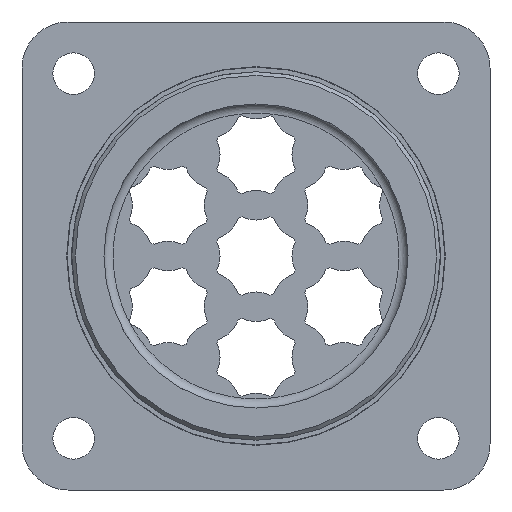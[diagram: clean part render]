
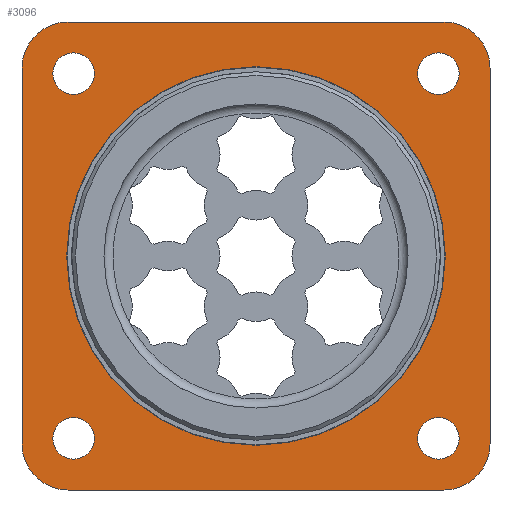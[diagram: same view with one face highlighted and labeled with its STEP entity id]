
A CAD part, left-side view. The second image highlights one B-rep face of the part: STEP entity #3096.
In plain terms, the highlighted planar face has unit normal (-1, 0, 0).
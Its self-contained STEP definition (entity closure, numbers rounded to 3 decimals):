
#361=CIRCLE('',#3489,20.55);
#362=CIRCLE('',#3490,2.25);
#363=CIRCLE('',#3491,2.25);
#364=CIRCLE('',#3492,2.25);
#365=CIRCLE('',#3493,2.25);
#366=CIRCLE('',#3494,5.);
#367=CIRCLE('',#3495,5.);
#368=CIRCLE('',#3496,5.);
#369=CIRCLE('',#3497,5.);
#903=ORIENTED_EDGE('',*,*,#1715,.T.);
#904=ORIENTED_EDGE('',*,*,#1716,.T.);
#905=ORIENTED_EDGE('',*,*,#1717,.T.);
#906=ORIENTED_EDGE('',*,*,#1718,.T.);
#907=ORIENTED_EDGE('',*,*,#1719,.T.);
#908=ORIENTED_EDGE('',*,*,#1720,.F.);
#909=ORIENTED_EDGE('',*,*,#1721,.F.);
#910=ORIENTED_EDGE('',*,*,#1722,.F.);
#911=ORIENTED_EDGE('',*,*,#1723,.F.);
#912=ORIENTED_EDGE('',*,*,#1724,.F.);
#913=ORIENTED_EDGE('',*,*,#1725,.F.);
#914=ORIENTED_EDGE('',*,*,#1726,.F.);
#915=ORIENTED_EDGE('',*,*,#1727,.F.);
#1715=EDGE_CURVE('',#2103,#2103,#361,.T.);
#1716=EDGE_CURVE('',#2104,#2104,#362,.T.);
#1717=EDGE_CURVE('',#2105,#2105,#363,.T.);
#1718=EDGE_CURVE('',#2106,#2106,#364,.T.);
#1719=EDGE_CURVE('',#2107,#2107,#365,.T.);
#1720=EDGE_CURVE('',#2108,#2109,#2295,.T.);
#1721=EDGE_CURVE('',#2110,#2108,#366,.T.);
#1722=EDGE_CURVE('',#2111,#2110,#2296,.T.);
#1723=EDGE_CURVE('',#2112,#2111,#367,.T.);
#1724=EDGE_CURVE('',#2113,#2112,#2297,.T.);
#1725=EDGE_CURVE('',#2114,#2113,#368,.T.);
#1726=EDGE_CURVE('',#2115,#2114,#2298,.T.);
#1727=EDGE_CURVE('',#2109,#2115,#369,.T.);
#2103=VERTEX_POINT('',#5510);
#2104=VERTEX_POINT('',#5512);
#2105=VERTEX_POINT('',#5514);
#2106=VERTEX_POINT('',#5516);
#2107=VERTEX_POINT('',#5518);
#2108=VERTEX_POINT('',#5520);
#2109=VERTEX_POINT('',#5521);
#2110=VERTEX_POINT('',#5523);
#2111=VERTEX_POINT('',#5525);
#2112=VERTEX_POINT('',#5527);
#2113=VERTEX_POINT('',#5529);
#2114=VERTEX_POINT('',#5531);
#2115=VERTEX_POINT('',#5533);
#2295=LINE('',#5519,#2441);
#2296=LINE('',#5524,#2442);
#2297=LINE('',#5528,#2443);
#2298=LINE('',#5532,#2444);
#2441=VECTOR('',#4390,1000.);
#2442=VECTOR('',#4393,1000.);
#2443=VECTOR('',#4396,1000.);
#2444=VECTOR('',#4399,1000.);
#2557=EDGE_LOOP('',(#903));
#2558=EDGE_LOOP('',(#904));
#2559=EDGE_LOOP('',(#905));
#2560=EDGE_LOOP('',(#906));
#2561=EDGE_LOOP('',(#907));
#2562=EDGE_LOOP('',(#908,#909,#910,#911,#912,#913,#914,#915));
#2820=FACE_BOUND('',#2557,.T.);
#2821=FACE_BOUND('',#2558,.T.);
#2822=FACE_BOUND('',#2559,.T.);
#2823=FACE_BOUND('',#2560,.T.);
#2824=FACE_BOUND('',#2561,.T.);
#2825=FACE_BOUND('',#2562,.T.);
#2995=PLANE('',#3488);
#3096=ADVANCED_FACE('',(#2820,#2821,#2822,#2823,#2824,#2825),#2995,.T.);
#3488=AXIS2_PLACEMENT_3D('',#5508,#4378,#4379);
#3489=AXIS2_PLACEMENT_3D('',#5509,#4380,#4381);
#3490=AXIS2_PLACEMENT_3D('',#5511,#4382,#4383);
#3491=AXIS2_PLACEMENT_3D('',#5513,#4384,#4385);
#3492=AXIS2_PLACEMENT_3D('',#5515,#4386,#4387);
#3493=AXIS2_PLACEMENT_3D('',#5517,#4388,#4389);
#3494=AXIS2_PLACEMENT_3D('',#5522,#4391,#4392);
#3495=AXIS2_PLACEMENT_3D('',#5526,#4394,#4395);
#3496=AXIS2_PLACEMENT_3D('',#5530,#4397,#4398);
#3497=AXIS2_PLACEMENT_3D('',#5534,#4400,#4401);
#4378=DIRECTION('',(-1.,0.,0.));
#4379=DIRECTION('',(0.,0.,1.));
#4380=DIRECTION('',(1.,0.,0.));
#4381=DIRECTION('',(0.,0.,-1.));
#4382=DIRECTION('',(1.,0.,0.));
#4383=DIRECTION('',(0.,0.,-1.));
#4384=DIRECTION('',(1.,0.,0.));
#4385=DIRECTION('',(0.,0.,-1.));
#4386=DIRECTION('',(1.,0.,0.));
#4387=DIRECTION('',(0.,0.,-1.));
#4388=DIRECTION('',(1.,0.,0.));
#4389=DIRECTION('',(0.,0.,-1.));
#4390=DIRECTION('',(0.,-1.,0.));
#4391=DIRECTION('',(1.,0.,0.));
#4392=DIRECTION('',(0.,0.,-1.));
#4393=DIRECTION('',(0.,0.,1.));
#4394=DIRECTION('',(1.,0.,0.));
#4395=DIRECTION('',(0.,0.,-1.));
#4396=DIRECTION('',(0.,1.,0.));
#4397=DIRECTION('',(1.,0.,0.));
#4398=DIRECTION('',(0.,0.,-1.));
#4399=DIRECTION('',(0.,0.,-1.));
#4400=DIRECTION('',(1.,0.,0.));
#4401=DIRECTION('',(0.,0.,-1.));
#5508=CARTESIAN_POINT('',(0.,21.75,0.));
#5509=CARTESIAN_POINT('',(0.,0.,0.));
#5510=CARTESIAN_POINT('',(0.,0.,-20.55));
#5511=CARTESIAN_POINT('',(0.,19.8,19.8));
#5512=CARTESIAN_POINT('',(0.,19.8,17.55));
#5513=CARTESIAN_POINT('',(0.,-19.8,19.8));
#5514=CARTESIAN_POINT('',(0.,-19.8,17.55));
#5515=CARTESIAN_POINT('',(0.,-19.8,-19.8));
#5516=CARTESIAN_POINT('',(0.,-19.8,-22.05));
#5517=CARTESIAN_POINT('',(0.,19.8,-19.8));
#5518=CARTESIAN_POINT('',(0.,19.8,-22.05));
#5519=CARTESIAN_POINT('',(0.,20.4,25.4));
#5520=CARTESIAN_POINT('',(0.,20.4,25.4));
#5521=CARTESIAN_POINT('',(0.,-20.4,25.4));
#5522=CARTESIAN_POINT('',(0.,20.4,20.4));
#5523=CARTESIAN_POINT('',(0.,25.4,20.4));
#5524=CARTESIAN_POINT('',(0.,25.4,-20.4));
#5525=CARTESIAN_POINT('',(0.,25.4,-20.4));
#5526=CARTESIAN_POINT('',(0.,20.4,-20.4));
#5527=CARTESIAN_POINT('',(0.,20.4,-25.4));
#5528=CARTESIAN_POINT('',(0.,-20.4,-25.4));
#5529=CARTESIAN_POINT('',(0.,-20.4,-25.4));
#5530=CARTESIAN_POINT('',(0.,-20.4,-20.4));
#5531=CARTESIAN_POINT('',(0.,-25.4,-20.4));
#5532=CARTESIAN_POINT('',(0.,-25.4,20.4));
#5533=CARTESIAN_POINT('',(0.,-25.4,20.4));
#5534=CARTESIAN_POINT('',(0.,-20.4,20.4));
